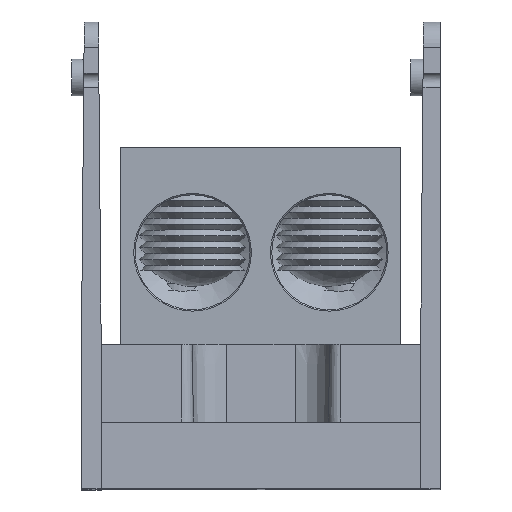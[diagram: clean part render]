
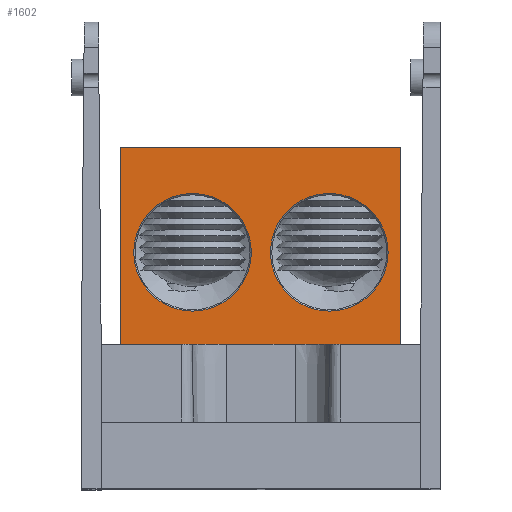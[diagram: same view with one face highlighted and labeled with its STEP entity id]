
A CAD part, top view. The second image highlights one B-rep face of the part: STEP entity #1602.
In plain terms, the highlighted planar face has unit normal (0, 0, 1).
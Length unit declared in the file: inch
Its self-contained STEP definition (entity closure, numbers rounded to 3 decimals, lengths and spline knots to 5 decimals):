
#113 = CARTESIAN_POINT ( 'NONE',  ( 1.065, -0.75, 1.75 ) ) ;
#270 = ORIENTED_EDGE ( 'NONE', *, *, #25084, .F. ) ;
#1255 = CARTESIAN_POINT ( 'NONE',  ( 1.065, 0.75, 1.75 ) ) ;
#1602 = ADVANCED_FACE ( 'NONE', ( #32125, #27848, #27915 ), #7191, .F. ) ;
#1973 = LINE ( 'NONE', #2176, #32991 ) ;
#2176 = CARTESIAN_POINT ( 'NONE',  ( 1.065, -0.75, 1.75 ) ) ;
#2488 = CARTESIAN_POINT ( 'NONE',  ( -0.52, -0.05, 1.75 ) ) ;
#2770 = CARTESIAN_POINT ( 'NONE',  ( 1.065, -0.75, 1.75 ) ) ;
#4409 = CARTESIAN_POINT ( 'NONE',  ( -0.9675, -0.05, 1.75 ) ) ;
#4805 = AXIS2_PLACEMENT_3D ( 'NONE', #2488, #9848, #29215 ) ;
#5692 = VERTEX_POINT ( 'NONE', #31824 ) ;
#6570 = EDGE_CURVE ( 'NONE', #15767, #5692, #23125, .T. ) ;
#7191 = PLANE ( 'NONE',  #22903 ) ;
#7247 = CARTESIAN_POINT ( 'NONE',  ( -1.065, -0.75, 1.75 ) ) ;
#7527 = CARTESIAN_POINT ( 'NONE',  ( -1.065, -0.75, 1.75 ) ) ;
#8627 = EDGE_CURVE ( 'NONE', #15482, #15482, #29365, .T. ) ;
#9700 = ORIENTED_EDGE ( 'NONE', *, *, #25469, .T. ) ;
#9848 = DIRECTION ( 'NONE',  ( 0., 0., -1. ) ) ;
#10030 = VERTEX_POINT ( 'NONE', #2770 ) ;
#13618 = VERTEX_POINT ( 'NONE', #4409 ) ;
#14030 = EDGE_LOOP ( 'NONE', ( #23490 ) ) ;
#15482 = VERTEX_POINT ( 'NONE', #19251 ) ;
#15767 = VERTEX_POINT ( 'NONE', #18794 ) ;
#16865 = DIRECTION ( 'NONE',  ( 0., -1., 0. ) ) ;
#17530 = EDGE_CURVE ( 'NONE', #15767, #10030, #18211, .T. ) ;
#18211 = LINE ( 'NONE', #113, #22116 ) ;
#18794 = CARTESIAN_POINT ( 'NONE',  ( 1.065, 0.75, 1.75 ) ) ;
#19251 = CARTESIAN_POINT ( 'NONE',  ( 0.0725, -0.05, 1.75 ) ) ;
#20774 = EDGE_CURVE ( 'NONE', #5692, #22011, #23278, .T. ) ;
#21644 = EDGE_LOOP ( 'NONE', ( #30013, #270, #31821, #22037 ) ) ;
#22011 = VERTEX_POINT ( 'NONE', #7527 ) ;
#22037 = ORIENTED_EDGE ( 'NONE', *, *, #6570, .T. ) ;
#22116 = VECTOR ( 'NONE', #25870, 39.37008 ) ;
#22903 = AXIS2_PLACEMENT_3D ( 'NONE', #26056, #26346, #26155 ) ;
#23125 = LINE ( 'NONE', #1255, #28208 ) ;
#23278 = LINE ( 'NONE', #7247, #30432 ) ;
#23297 = DIRECTION ( 'NONE',  ( -1., 0., 0. ) ) ;
#23490 = ORIENTED_EDGE ( 'NONE', *, *, #8627, .T. ) ;
#25084 = EDGE_CURVE ( 'NONE', #10030, #22011, #1973, .T. ) ;
#25249 = AXIS2_PLACEMENT_3D ( 'NONE', #28074, #28049, #28013 ) ;
#25469 = EDGE_CURVE ( 'NONE', #13618, #13618, #26741, .T. ) ;
#25870 = DIRECTION ( 'NONE',  ( 0., -1., 0. ) ) ;
#26056 = CARTESIAN_POINT ( 'NONE',  ( 1.065, -0.75, 1.75 ) ) ;
#26155 = DIRECTION ( 'NONE',  ( -1., 0., 0. ) ) ;
#26346 = DIRECTION ( 'NONE',  ( 0., 0., -1. ) ) ;
#26741 = CIRCLE ( 'NONE', #4805, 0.4475 ) ;
#26894 = EDGE_LOOP ( 'NONE', ( #9700 ) ) ;
#27848 = FACE_BOUND ( 'NONE', #26894, .T. ) ;
#27915 = FACE_OUTER_BOUND ( 'NONE', #21644, .T. ) ;
#28013 = DIRECTION ( 'NONE',  ( -1., 0., 0. ) ) ;
#28049 = DIRECTION ( 'NONE',  ( 0., 0., -1. ) ) ;
#28074 = CARTESIAN_POINT ( 'NONE',  ( 0.52, -0.05, 1.75 ) ) ;
#28208 = VECTOR ( 'NONE', #31038, 39.37008 ) ;
#29215 = DIRECTION ( 'NONE',  ( -1., 0., 0. ) ) ;
#29365 = CIRCLE ( 'NONE', #25249, 0.4475 ) ;
#30013 = ORIENTED_EDGE ( 'NONE', *, *, #20774, .T. ) ;
#30432 = VECTOR ( 'NONE', #16865, 39.37008 ) ;
#31038 = DIRECTION ( 'NONE',  ( -1., 0., 0. ) ) ;
#31821 = ORIENTED_EDGE ( 'NONE', *, *, #17530, .F. ) ;
#31824 = CARTESIAN_POINT ( 'NONE',  ( -1.065, 0.75, 1.75 ) ) ;
#32125 = FACE_BOUND ( 'NONE', #14030, .T. ) ;
#32991 = VECTOR ( 'NONE', #23297, 39.37008 ) ;
